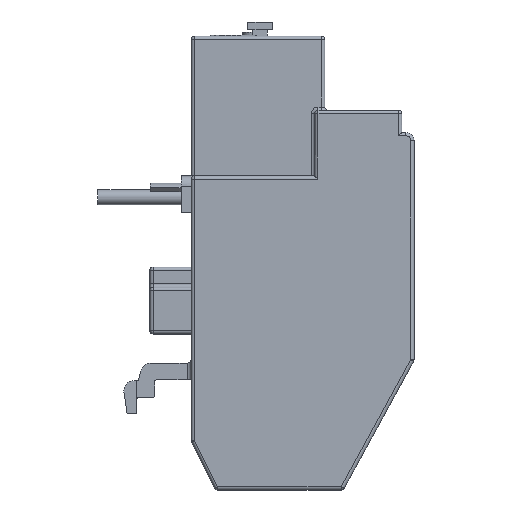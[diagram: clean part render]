
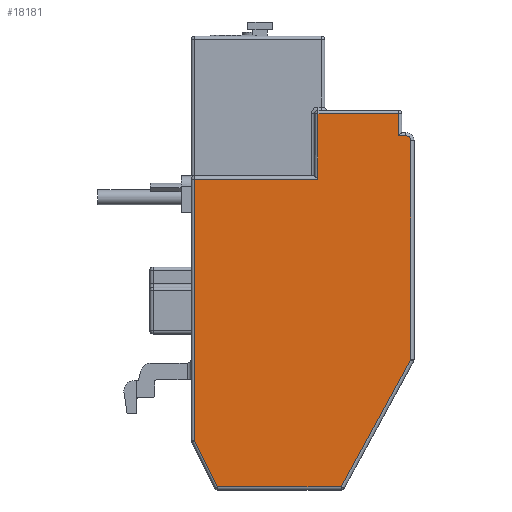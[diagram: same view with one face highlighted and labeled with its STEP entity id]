
A CAD part, left-side view. The second image highlights one B-rep face of the part: STEP entity #18181.
In plain terms, the highlighted planar face has unit normal (-1, 0, 0).
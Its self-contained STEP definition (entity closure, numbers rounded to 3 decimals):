
#245 = CIRCLE ( 'NONE', #11732, 1.2 ) ;
#366 = LINE ( 'NONE', #464, #3202 ) ;
#464 = CARTESIAN_POINT ( 'NONE',  ( 0., -14.5, 87.4 ) ) ;
#486 = DIRECTION ( 'NONE',  ( 0., 0., 1. ) ) ;
#713 = ORIENTED_EDGE ( 'NONE', *, *, #9492, .T. ) ;
#1497 = VECTOR ( 'NONE', #3732, 1000. ) ;
#1507 = DIRECTION ( 'NONE',  ( 0., 1., 0. ) ) ;
#1721 = CARTESIAN_POINT ( 'NONE',  ( 0., -16.798, 32.384 ) ) ;
#1899 = ORIENTED_EDGE ( 'NONE', *, *, #9502, .T. ) ;
#2016 = EDGE_CURVE ( 'NONE', #9094, #7539, #8965, .T. ) ;
#2479 = VECTOR ( 'NONE', #1507, 1000. ) ;
#2813 = ORIENTED_EDGE ( 'NONE', *, *, #13386, .T. ) ;
#3024 = VERTEX_POINT ( 'NONE', #8828 ) ;
#3036 = LINE ( 'NONE', #18221, #14474 ) ;
#3202 = VECTOR ( 'NONE', #9751, 1000. ) ;
#3349 = DIRECTION ( 'NONE',  ( 0., -0.48, 0.877 ) ) ;
#3476 = EDGE_CURVE ( 'NONE', #19423, #17811, #245, .T. ) ;
#3732 = DIRECTION ( 'NONE',  ( 0., -1., 0. ) ) ;
#3906 = CARTESIAN_POINT ( 'NONE',  ( 0., 7., 92.9 ) ) ;
#4425 = CARTESIAN_POINT ( 'NONE',  ( 0., 6.2, 76.7 ) ) ;
#4720 = AXIS2_PLACEMENT_3D ( 'NONE', #7860, #18381, #486 ) ;
#6171 = LINE ( 'NONE', #9684, #13629 ) ;
#6689 = LINE ( 'NONE', #17490, #16729 ) ;
#6846 = DIRECTION ( 'NONE',  ( 0., 0., -1. ) ) ;
#7129 = VECTOR ( 'NONE', #15922, 1000. ) ;
#7245 = VERTEX_POINT ( 'NONE', #17209 ) ;
#7447 = CARTESIAN_POINT ( 'NONE',  ( 0., 0., 76.7 ) ) ;
#7539 = VERTEX_POINT ( 'NONE', #13016 ) ;
#7860 = CARTESIAN_POINT ( 'NONE',  ( 0., 0., 0. ) ) ;
#7918 = ORIENTED_EDGE ( 'NONE', *, *, #9096, .T. ) ;
#7922 = PLANE ( 'NONE',  #4720 ) ;
#8047 = DIRECTION ( 'NONE',  ( -1., 0., 0. ) ) ;
#8217 = CARTESIAN_POINT ( 'NONE',  ( 0., -15.5, 87.4 ) ) ;
#8255 = DIRECTION ( 'NONE',  ( 0., 0., 1. ) ) ;
#8725 = EDGE_CURVE ( 'NONE', #13052, #11555, #9472, .T. ) ;
#8828 = CARTESIAN_POINT ( 'NONE',  ( 0., 6.2, 92.9 ) ) ;
#8965 = LINE ( 'NONE', #10126, #1497 ) ;
#9094 = VERTEX_POINT ( 'NONE', #12834 ) ;
#9096 = EDGE_CURVE ( 'NONE', #7245, #3024, #12961, .T. ) ;
#9472 = LINE ( 'NONE', #7447, #2479 ) ;
#9483 = DIRECTION ( 'NONE',  ( 0., 0., -1. ) ) ;
#9492 = EDGE_CURVE ( 'NONE', #18105, #19423, #6171, .T. ) ;
#9502 = EDGE_CURVE ( 'NONE', #16319, #7245, #9679, .T. ) ;
#9679 = LINE ( 'NONE', #14240, #17144 ) ;
#9684 = CARTESIAN_POINT ( 'NONE',  ( 0., -16.7, 86.2 ) ) ;
#9751 = DIRECTION ( 'NONE',  ( 0., 1., 0. ) ) ;
#9753 = DIRECTION ( 'NONE',  ( 0., 0., 1. ) ) ;
#10017 = CARTESIAN_POINT ( 'NONE',  ( 0., 36.7, 12.189 ) ) ;
#10126 = CARTESIAN_POINT ( 'NONE',  ( 0., 0., 0.8 ) ) ;
#10304 = VECTOR ( 'NONE', #6846, 1000. ) ;
#10998 = LINE ( 'NONE', #14205, #10304 ) ;
#11455 = VECTOR ( 'NONE', #3349, 1000. ) ;
#11469 = EDGE_LOOP ( 'NONE', ( #13733, #1899, #7918, #12294, #19219, #15530, #2813, #11920, #16710, #713, #15411 ) ) ;
#11555 = VERTEX_POINT ( 'NONE', #19158 ) ;
#11732 = AXIS2_PLACEMENT_3D ( 'NONE', #12757, #8047, #8255 ) ;
#11920 = ORIENTED_EDGE ( 'NONE', *, *, #2016, .T. ) ;
#11985 = EDGE_CURVE ( 'NONE', #11555, #19260, #10998, .T. ) ;
#12294 = ORIENTED_EDGE ( 'NONE', *, *, #17117, .T. ) ;
#12370 = CARTESIAN_POINT ( 'NONE',  ( 0., -16.7, 32.204 ) ) ;
#12656 = CARTESIAN_POINT ( 'NONE',  ( 0., -16.7, 86.2 ) ) ;
#12757 = CARTESIAN_POINT ( 'NONE',  ( 0., -15.5, 86.2 ) ) ;
#12834 = CARTESIAN_POINT ( 'NONE',  ( 0., 31.006, 0.8 ) ) ;
#12857 = DIRECTION ( 'NONE',  ( 0., -0.447, -0.894 ) ) ;
#12961 = LINE ( 'NONE', #3906, #7129 ) ;
#13016 = CARTESIAN_POINT ( 'NONE',  ( 0., 0.474, 0.8 ) ) ;
#13052 = VERTEX_POINT ( 'NONE', #4425 ) ;
#13386 = EDGE_CURVE ( 'NONE', #19260, #9094, #6689, .T. ) ;
#13629 = VECTOR ( 'NONE', #9753, 1000. ) ;
#13733 = ORIENTED_EDGE ( 'NONE', *, *, #19017, .T. ) ;
#14205 = CARTESIAN_POINT ( 'NONE',  ( 0., 36.7, 12. ) ) ;
#14240 = CARTESIAN_POINT ( 'NONE',  ( 0., -13.7, 93.7 ) ) ;
#14474 = VECTOR ( 'NONE', #9483, 1000. ) ;
#15411 = ORIENTED_EDGE ( 'NONE', *, *, #3476, .T. ) ;
#15530 = ORIENTED_EDGE ( 'NONE', *, *, #11985, .T. ) ;
#15852 = FACE_OUTER_BOUND ( 'NONE', #11469, .T. ) ;
#15922 = DIRECTION ( 'NONE',  ( 0., 1., 0. ) ) ;
#16319 = VERTEX_POINT ( 'NONE', #18761 ) ;
#16710 = ORIENTED_EDGE ( 'NONE', *, *, #16978, .T. ) ;
#16729 = VECTOR ( 'NONE', #12857, 1000. ) ;
#16978 = EDGE_CURVE ( 'NONE', #7539, #18105, #19185, .T. ) ;
#17117 = EDGE_CURVE ( 'NONE', #3024, #13052, #3036, .T. ) ;
#17144 = VECTOR ( 'NONE', #18766, 1000. ) ;
#17209 = CARTESIAN_POINT ( 'NONE',  ( 0., -13.7, 92.9 ) ) ;
#17490 = CARTESIAN_POINT ( 'NONE',  ( 0., 30.784, 0.358 ) ) ;
#17811 = VERTEX_POINT ( 'NONE', #8217 ) ;
#18105 = VERTEX_POINT ( 'NONE', #12370 ) ;
#18181 = ADVANCED_FACE ( 'NONE', ( #15852 ), #7922, .T. ) ;
#18221 = CARTESIAN_POINT ( 'NONE',  ( 0., 6.2, 0. ) ) ;
#18381 = DIRECTION ( 'NONE',  ( -1., 0., 0. ) ) ;
#18761 = CARTESIAN_POINT ( 'NONE',  ( 0., -13.7, 87.4 ) ) ;
#18766 = DIRECTION ( 'NONE',  ( 0., 0., 1. ) ) ;
#19017 = EDGE_CURVE ( 'NONE', #17811, #16319, #366, .T. ) ;
#19158 = CARTESIAN_POINT ( 'NONE',  ( 0., 36.7, 76.7 ) ) ;
#19185 = LINE ( 'NONE', #1721, #11455 ) ;
#19219 = ORIENTED_EDGE ( 'NONE', *, *, #8725, .T. ) ;
#19260 = VERTEX_POINT ( 'NONE', #10017 ) ;
#19423 = VERTEX_POINT ( 'NONE', #12656 ) ;
